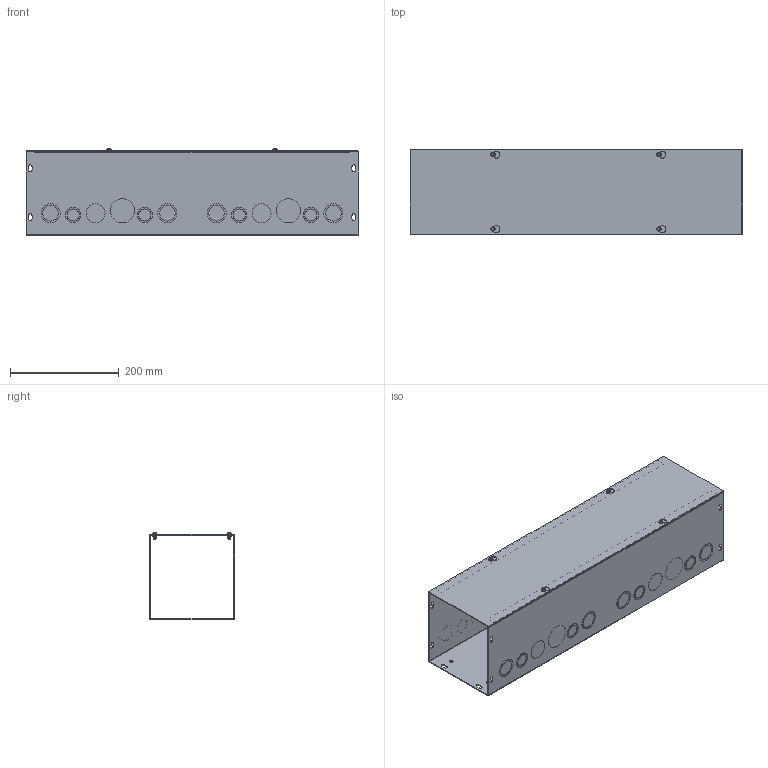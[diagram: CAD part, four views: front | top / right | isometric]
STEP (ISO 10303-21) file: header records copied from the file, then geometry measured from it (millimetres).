
FILE_DESCRIPTION(/* description */ ('WW, S, BLR, GALV, 6X6X24'),/* implementation_level */ '2;1');
FILE_NAME(/* name */ 'S6624G.stp',/* time_stamp */ '2017-06-23T19:56:06+05:00',/* author */ ('vdas'),/* organization */ (''),/* preprocessor_version */ 'ST-DEVELOPER v16.1',/* originating_system */ 'Autodesk Inventor 2016',/* authorisation */ '');
FILE_SCHEMA (('AUTOMOTIVE_DESIGN { 1 0 10303 214 3 1 1 }'));
Length unit declared in the file: inch
Products named in the file (4): S6624GBLR; S6624GLID; 372141; S6624G
Assembly tree (6 placements, depth 2):
  S6624G
    S6624GBLR
    S6624GLID
    372141  x4
Bounding box: 609.6 x 157.15 x 160.59 mm (x, y, z)
Volume: 635488.3 mm3; surface area: 796590.8 mm2
Topology: 6 solids, 6 shells, 532 faces, 1220 edges, 744 vertices
Faces by surface type: plane 224, cylinder 136, cone 108, torus 56, bspline 8
Full cylindrical faces by diameter (mm): 4.089 x4, 4.595 x32, 6.35 x4, 7.938 x4, 22.225 x8, 28.575 x16, 34.925 x12, 44.45 x4
Entity records: 8690 total; most frequent: CARTESIAN_POINT 1699, DIRECTION 1434, ORIENTED_EDGE 1192, EDGE_CURVE 596, AXIS2_PLACEMENT_3D 569, EDGE_LOOP 482, VERTEX_POINT 430, FACE_OUTER_BOUND 303
